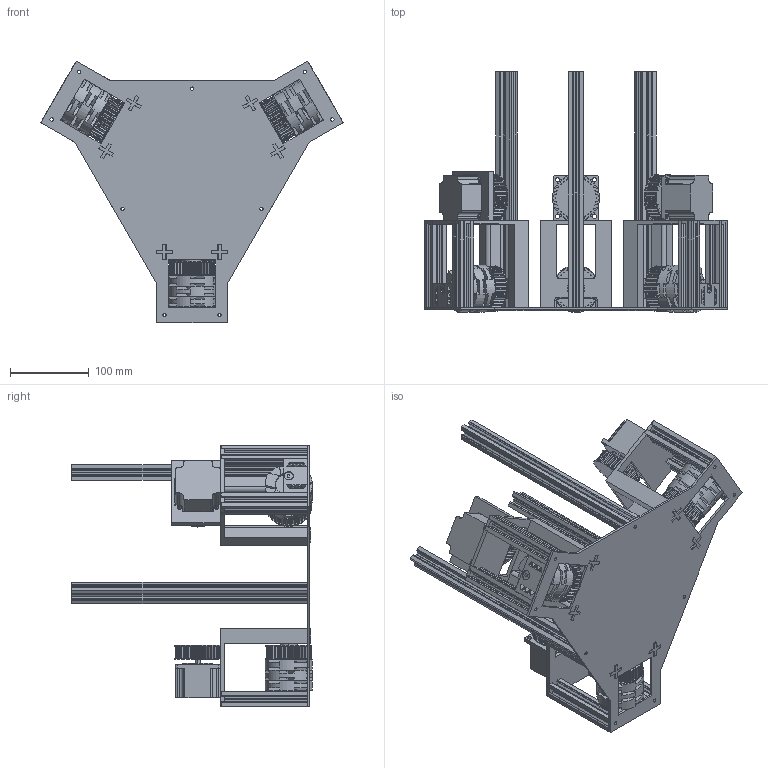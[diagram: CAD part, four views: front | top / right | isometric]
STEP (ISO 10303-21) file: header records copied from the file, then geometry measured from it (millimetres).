
FILE_DESCRIPTION (( 'STEP AP214' ), '1' );
FILE_NAME ('Assemblage_base.STEP', '2026-01-09T18:12:56', ( '' ), ( '' ), 'SwSTEP 2.0', 'SolidWorks 2024', '' );
FILE_SCHEMA (( 'AUTOMOTIVE_DESIGN' ));
Length unit declared in the file: millimetre
Products named in the file (14): moyeu_roues; poulie_moteur; support_moyeu; profile_11cm; tige_moyeu; base roulante - ptites roues; support_moteur; roue_60mm; profile_30cm; plaque_soutien_stepper; triple_roues_60mm; poulie_moyeu; STEPPER_NEMA_23; Assemblage_base
Assembly tree (38 placements, depth 3):
  Assemblage_base
    base roulante - ptites roues
    profile_11cm  x6
    triple_roues_60mm  x3
      roue_60mm
    poulie_moyeu  x3
    STEPPER_NEMA_23  x3
    poulie_moteur  x3
    support_moteur  x3
    profile_30cm  x3
    moyeu_roues  x3
    support_moyeu  x3
    tige_moyeu  x3
    plaque_soutien_stepper
Bounding box: 384.45 x 305.92 x 332.94 mm (x, y, z)
Volume: 1816109.3 mm3; surface area: 751107.9 mm2
Topology: 41 solids, 41 shells, 4262 faces, 12366 edges, 8210 vertices
Faces by surface type: plane 2327, cylinder 1890, torus 30, cone 15
Entity records: 45509 total; most frequent: CARTESIAN_POINT 7961, DIRECTION 7909, ORIENTED_EDGE 7820, EDGE_CURVE 3910, LINE 2669, VECTOR 2669, AXIS2_PLACEMENT_3D 2620, VERTEX_POINT 2598
